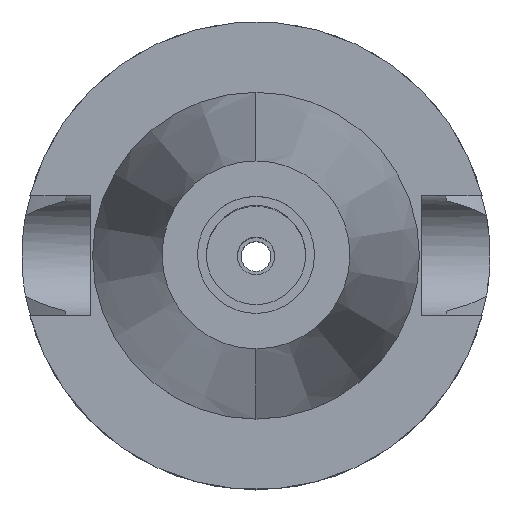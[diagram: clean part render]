
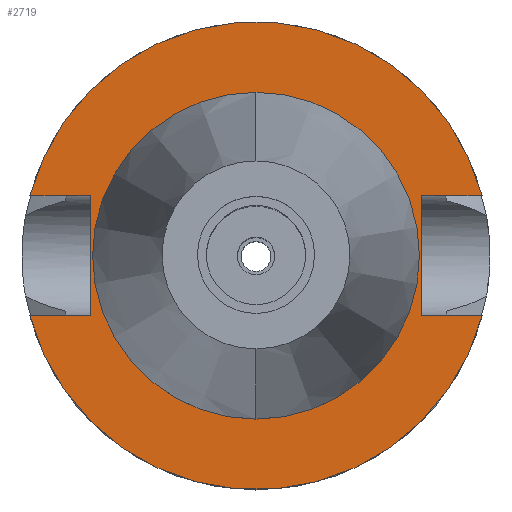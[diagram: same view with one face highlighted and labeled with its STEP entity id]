
A CAD part, top view. The second image highlights one B-rep face of the part: STEP entity #2719.
In plain terms, the highlighted planar face has unit normal (0, 0, 1).
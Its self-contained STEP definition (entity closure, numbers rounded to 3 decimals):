
#18 = LINE ( 'NONE', #1221, #2032 ) ;
#26 = ORIENTED_EDGE ( 'NONE', *, *, #1476, .F. ) ;
#89 = CARTESIAN_POINT ( 'NONE',  ( 35.4, -12.85, -1.5 ) ) ;
#104 = AXIS2_PLACEMENT_3D ( 'NONE', #1201, #696, #896 ) ;
#165 = CARTESIAN_POINT ( 'NONE',  ( 0., -34.925, -1.5 ) ) ;
#182 = VERTEX_POINT ( 'NONE', #576 ) ;
#195 = DIRECTION ( 'NONE',  ( -1., 0., 0. ) ) ;
#259 = CARTESIAN_POINT ( 'NONE',  ( 0., 0., -1.5 ) ) ;
#300 = EDGE_CURVE ( 'NONE', #2792, #717, #1213, .T. ) ;
#314 = AXIS2_PLACEMENT_3D ( 'NONE', #2093, #3029, #2568 ) ;
#363 = ORIENTED_EDGE ( 'NONE', *, *, #1271, .F. ) ;
#364 = ORIENTED_EDGE ( 'NONE', *, *, #1103, .F. ) ;
#457 = VECTOR ( 'NONE', #2255, 1000. ) ;
#472 = CIRCLE ( 'NONE', #104, 34.925 ) ;
#560 = EDGE_CURVE ( 'NONE', #2792, #2655, #1773, .T. ) ;
#576 = CARTESIAN_POINT ( 'NONE',  ( -48.321, 12.85, -1.5 ) ) ;
#676 = DIRECTION ( 'NONE',  ( -1., 0., 0. ) ) ;
#685 = VECTOR ( 'NONE', #195, 1000. ) ;
#686 = EDGE_LOOP ( 'NONE', ( #3167, #26 ) ) ;
#696 = DIRECTION ( 'NONE',  ( 0., 0., 1. ) ) ;
#714 = LINE ( 'NONE', #1012, #457 ) ;
#717 = VERTEX_POINT ( 'NONE', #869 ) ;
#749 = ORIENTED_EDGE ( 'NONE', *, *, #1769, .F. ) ;
#776 = CARTESIAN_POINT ( 'NONE',  ( 35.4, 12.85, -1.5 ) ) ;
#796 = CIRCLE ( 'NONE', #314, 50. ) ;
#827 = VERTEX_POINT ( 'NONE', #1372 ) ;
#835 = VERTEX_POINT ( 'NONE', #1075 ) ;
#868 = DIRECTION ( 'NONE',  ( 0., -1., 0. ) ) ;
#869 = CARTESIAN_POINT ( 'NONE',  ( -48.321, -12.85, -1.5 ) ) ;
#891 = EDGE_CURVE ( 'NONE', #1844, #717, #796, .T. ) ;
#896 = DIRECTION ( 'NONE',  ( 0., 1., 0. ) ) ;
#902 = EDGE_CURVE ( 'NONE', #835, #1844, #2305, .T. ) ;
#908 = DIRECTION ( 'NONE',  ( 0., 0., 1. ) ) ;
#914 = PLANE ( 'NONE',  #1815 ) ;
#934 = CIRCLE ( 'NONE', #1401, 34.925 ) ;
#955 = CARTESIAN_POINT ( 'NONE',  ( 48.321, -12.85, -1.5 ) ) ;
#978 = DIRECTION ( 'NONE',  ( 0., -1., 0. ) ) ;
#987 = DIRECTION ( 'NONE',  ( 0., 1., 0. ) ) ;
#1012 = CARTESIAN_POINT ( 'NONE',  ( 35.4, 12.85, -1.5 ) ) ;
#1067 = VERTEX_POINT ( 'NONE', #165 ) ;
#1075 = CARTESIAN_POINT ( 'NONE',  ( 35.4, -12.85, -1.5 ) ) ;
#1103 = EDGE_CURVE ( 'NONE', #2655, #182, #1907, .T. ) ;
#1125 = FACE_BOUND ( 'NONE', #686, .T. ) ;
#1126 = EDGE_CURVE ( 'NONE', #1383, #1067, #472, .T. ) ;
#1144 = ORIENTED_EDGE ( 'NONE', *, *, #891, .F. ) ;
#1201 = CARTESIAN_POINT ( 'NONE',  ( 0., 0., -1.5 ) ) ;
#1213 = LINE ( 'NONE', #2659, #685 ) ;
#1221 = CARTESIAN_POINT ( 'NONE',  ( 35.4, 12.85, -1.5 ) ) ;
#1239 = ORIENTED_EDGE ( 'NONE', *, *, #902, .F. ) ;
#1271 = EDGE_CURVE ( 'NONE', #2605, #835, #18, .T. ) ;
#1297 = CARTESIAN_POINT ( 'NONE',  ( -35.4, -12.85, -1.5 ) ) ;
#1321 = ORIENTED_EDGE ( 'NONE', *, *, #560, .F. ) ;
#1333 = EDGE_LOOP ( 'NONE', ( #3083, #1144, #1239, #363, #2730, #749, #364, #1321 ) ) ;
#1372 = CARTESIAN_POINT ( 'NONE',  ( 48.321, 12.85, -1.5 ) ) ;
#1383 = VERTEX_POINT ( 'NONE', #2579 ) ;
#1401 = AXIS2_PLACEMENT_3D ( 'NONE', #3105, #908, #978 ) ;
#1476 = EDGE_CURVE ( 'NONE', #1067, #1383, #934, .T. ) ;
#1499 = DIRECTION ( 'NONE',  ( 0., 1., 0. ) ) ;
#1539 = EDGE_CURVE ( 'NONE', #2605, #827, #714, .T. ) ;
#1557 = AXIS2_PLACEMENT_3D ( 'NONE', #259, #2711, #987 ) ;
#1769 = EDGE_CURVE ( 'NONE', #182, #827, #3082, .T. ) ;
#1773 = LINE ( 'NONE', #1297, #2996 ) ;
#1815 = AXIS2_PLACEMENT_3D ( 'NONE', #2557, #2339, #868 ) ;
#1823 = VECTOR ( 'NONE', #2802, 1000. ) ;
#1844 = VERTEX_POINT ( 'NONE', #955 ) ;
#1907 = LINE ( 'NONE', #1925, #2954 ) ;
#1925 = CARTESIAN_POINT ( 'NONE',  ( -35.4, 12.85, -1.5 ) ) ;
#2032 = VECTOR ( 'NONE', #2984, 1000. ) ;
#2093 = CARTESIAN_POINT ( 'NONE',  ( 0., 0., -1.5 ) ) ;
#2129 = FACE_OUTER_BOUND ( 'NONE', #1333, .T. ) ;
#2255 = DIRECTION ( 'NONE',  ( 1., 0., 0. ) ) ;
#2305 = LINE ( 'NONE', #89, #1823 ) ;
#2339 = DIRECTION ( 'NONE',  ( 0., 0., -1. ) ) ;
#2383 = CARTESIAN_POINT ( 'NONE',  ( -35.4, 12.85, -1.5 ) ) ;
#2557 = CARTESIAN_POINT ( 'NONE',  ( 0., 0., -1.5 ) ) ;
#2568 = DIRECTION ( 'NONE',  ( 0., -1., 0. ) ) ;
#2579 = CARTESIAN_POINT ( 'NONE',  ( 0., 34.925, -1.5 ) ) ;
#2605 = VERTEX_POINT ( 'NONE', #776 ) ;
#2655 = VERTEX_POINT ( 'NONE', #2383 ) ;
#2659 = CARTESIAN_POINT ( 'NONE',  ( -35.4, -12.85, -1.5 ) ) ;
#2711 = DIRECTION ( 'NONE',  ( 0., 0., -1. ) ) ;
#2719 = ADVANCED_FACE ( 'NONE', ( #2129, #1125 ), #914, .F. ) ;
#2730 = ORIENTED_EDGE ( 'NONE', *, *, #1539, .T. ) ;
#2792 = VERTEX_POINT ( 'NONE', #3129 ) ;
#2802 = DIRECTION ( 'NONE',  ( 1., 0., 0. ) ) ;
#2954 = VECTOR ( 'NONE', #676, 1000. ) ;
#2984 = DIRECTION ( 'NONE',  ( 0., -1., 0. ) ) ;
#2996 = VECTOR ( 'NONE', #1499, 1000. ) ;
#3029 = DIRECTION ( 'NONE',  ( 0., 0., -1. ) ) ;
#3082 = CIRCLE ( 'NONE', #1557, 50. ) ;
#3083 = ORIENTED_EDGE ( 'NONE', *, *, #300, .T. ) ;
#3105 = CARTESIAN_POINT ( 'NONE',  ( 0., 0., -1.5 ) ) ;
#3129 = CARTESIAN_POINT ( 'NONE',  ( -35.4, -12.85, -1.5 ) ) ;
#3167 = ORIENTED_EDGE ( 'NONE', *, *, #1126, .F. ) ;
